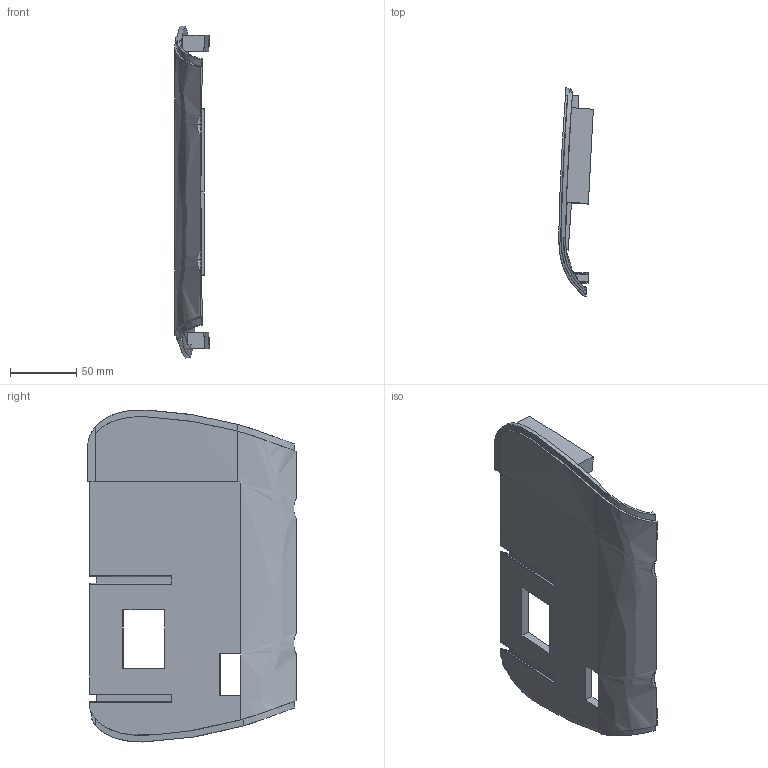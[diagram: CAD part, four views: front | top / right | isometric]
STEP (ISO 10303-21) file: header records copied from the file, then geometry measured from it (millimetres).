
FILE_DESCRIPTION (( 'STEP AP214' ), '1' );
FILE_NAME ('JoinerMiddle.STEP', '2013-06-13T20:10:33', ( '' ), ( '' ), 'SwSTEP 2.0', 'SolidWorks 2012', '' );
FILE_SCHEMA (( 'AUTOMOTIVE_DESIGN' ));
Length unit declared in the file: inch
Products named in the file (1): JoinerMiddle
Bounding box: 26.15 x 157.83 x 250.57 mm (x, y, z)
Volume: 228320.2 mm3; surface area: 87909 mm2
Topology: 1 solids, 1 shells, 183 faces, 475 edges, 305 vertices
Faces by surface type: plane 83, bspline 49, cylinder 43, cone 8
Entity records: 10843 total; most frequent: CARTESIAN_POINT 6808, ORIENTED_EDGE 950, DIRECTION 608, EDGE_CURVE 475, VERTEX_POINT 305, LINE 228, VECTOR 228, EDGE_LOOP 198
